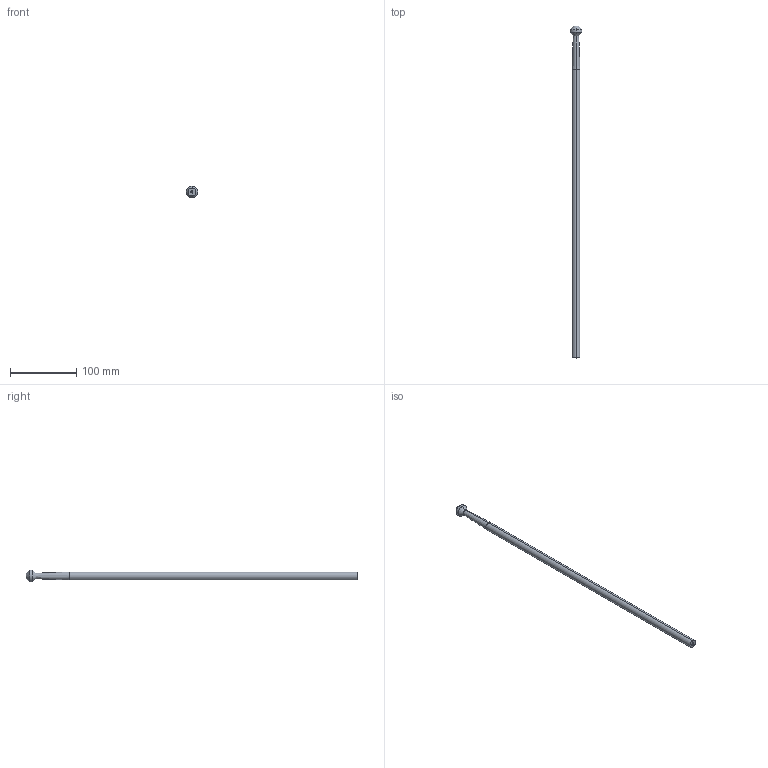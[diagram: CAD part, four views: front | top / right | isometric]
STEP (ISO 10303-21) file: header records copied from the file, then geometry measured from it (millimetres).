
FILE_DESCRIPTION (( 'STEP AP203' ), '1' );
FILE_NAME ('1441.STEP', '2016-05-04T13:06:38', ( '' ), ( '' ), 'SwSTEP 2.0', 'SolidWorks 2015', '' );
FILE_SCHEMA (( 'CONFIG_CONTROL_DESIGN' ));
Length unit declared in the file: millimetre
Products named in the file (1): 1441
Bounding box: 18 x 500 x 18 mm (x, y, z)
Volume: 55889.8 mm3; surface area: 19015.3 mm2
Topology: 1 solids, 1 shells, 169 faces, 442 edges, 292 vertices
Faces by surface type: plane 111, bspline 48, cone 6, cylinder 4
Entity records: 7481 total; most frequent: CARTESIAN_POINT 3560, ORIENTED_EDGE 884, DIRECTION 602, EDGE_CURVE 442, VECTOR 334, LINE 334, VERTEX_POINT 292, EDGE_LOOP 186
